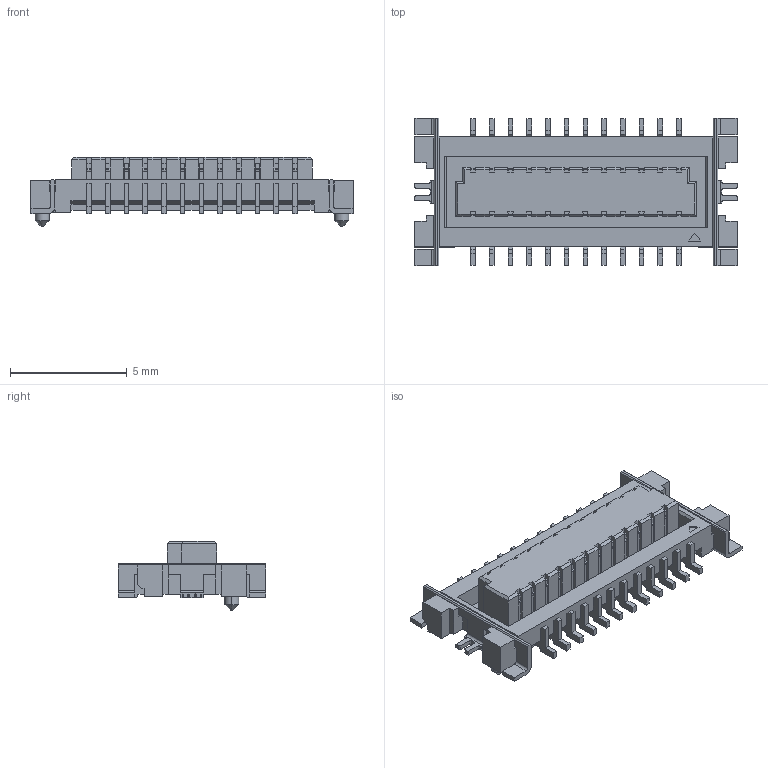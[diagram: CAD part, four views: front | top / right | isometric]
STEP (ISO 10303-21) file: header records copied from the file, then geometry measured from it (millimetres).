
FILE_DESCRIPTION((''),'2;1');
FILE_NAME('C-1775013-2','2017-08-21T',('workeradm'),('Tyco Electronics Ltd.'),'CREO PARAMETRIC BY PTC INC, 2016050','CREO PARAMETRIC BY PTC INC, 2016050','');
FILE_SCHEMA(('AUTOMOTIVE_DESIGN { 1 0 10303 214 1 1 1 1 }'));
Length unit declared in the file: millimetre
Products named in the file (1): C-1775013-2
Bounding box: 13.8 x 6.3 x 2.95 mm (x, y, z)
Volume: 89.3 mm3; surface area: 350.9 mm2
Topology: 3 solids, 3 shells, 922 faces, 2721 edges, 1810 vertices
Faces by surface type: plane 770, cylinder 148, cone 4
Entity records: 30457 total; most frequent: CARTESIAN_POINT 5647, ORIENTED_EDGE 5442, DIRECTION 4769, EDGE_CURVE 2721, VECTOR 2421, LINE 2421, VERTEX_POINT 1810, AXIS2_PLACEMENT_3D 1174
